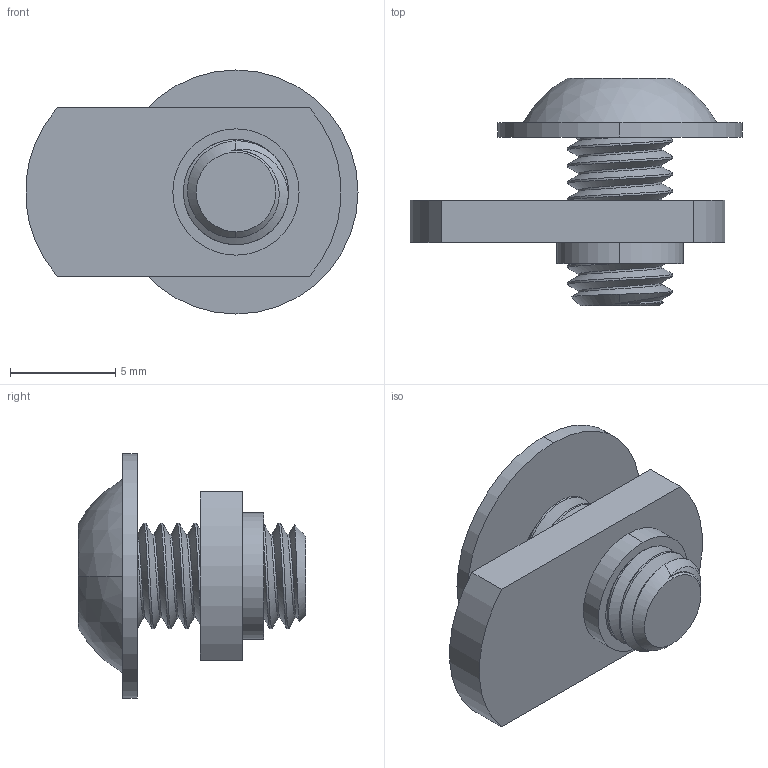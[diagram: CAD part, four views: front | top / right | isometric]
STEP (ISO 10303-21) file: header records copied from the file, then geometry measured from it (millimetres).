
FILE_DESCRIPTION (( 'STEP AP203' ), '1' );
FILE_NAME ('5537T457.step', '2015-03-09T12:48:11', ( '' ), ( '' ), 'SwSTEP 2.0', 'SolidWorks 2010', '' );
FILE_SCHEMA (( 'CONFIG_CONTROL_DESIGN' ));
Length unit declared in the file: millimetre
Products named in the file (1): 5537T457
Bounding box: 15.78 x 10.8 x 11.6 mm (x, y, z)
Volume: 472 mm3; surface area: 806.7 mm2
Topology: 2 solids, 2 shells, 57 faces, 135 edges, 86 vertices
Faces by surface type: cylinder 27, plane 16, cone 9, bspline 3, sphere 2
Entity records: 3489 total; most frequent: CARTESIAN_POINT 2228, ORIENTED_EDGE 270, DIRECTION 221, EDGE_CURVE 135, AXIS2_PLACEMENT_3D 87, VERTEX_POINT 86, EDGE_LOOP 63, FACE_OUTER_BOUND 57
